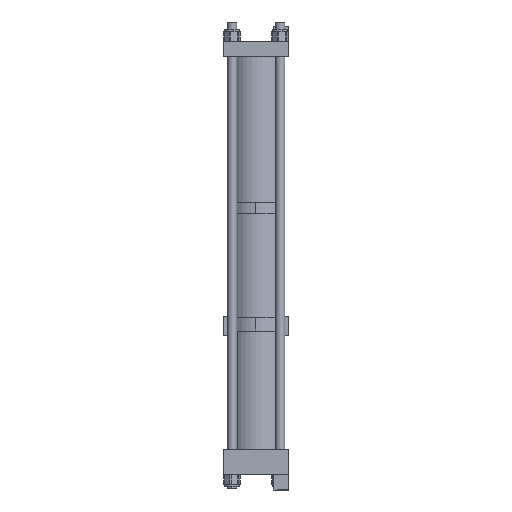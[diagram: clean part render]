
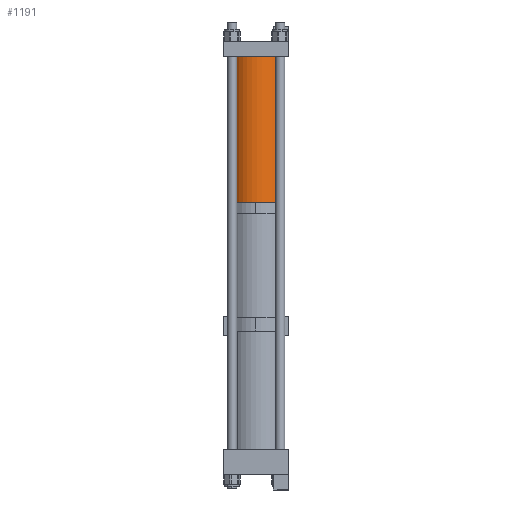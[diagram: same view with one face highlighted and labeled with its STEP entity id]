
A CAD part, left-side view. The second image highlights one B-rep face of the part: STEP entity #1191.
In plain terms, the highlighted cylindrical face has radius 47.625 mm (diameter 95.25 mm), a partial arc.
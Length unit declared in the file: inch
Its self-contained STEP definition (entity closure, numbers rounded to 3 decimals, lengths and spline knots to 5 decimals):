
#305 = AXIS2_PLACEMENT_3D ( 'NONE', #13230, #7493, #9820 ) ;
#780 = EDGE_CURVE ( 'NONE', #4063, #10823, #13694, .T. ) ;
#798 = DIRECTION ( 'NONE',  ( 0., 0., -1. ) ) ;
#839 = CARTESIAN_POINT ( 'NONE',  ( -1.875, 0., 0. ) ) ;
#1191 = ADVANCED_FACE ( 'NONE', ( #5165 ), #10621, .T. ) ;
#1193 = ORIENTED_EDGE ( 'NONE', *, *, #5370, .T. ) ;
#1244 = CIRCLE ( 'NONE', #9898, 1.875 ) ;
#2603 = EDGE_CURVE ( 'NONE', #4063, #8409, #14680, .T. ) ;
#2984 = CARTESIAN_POINT ( 'NONE',  ( 0., 0., 0. ) ) ;
#3336 = DIRECTION ( 'NONE',  ( 0., 0., -1. ) ) ;
#4063 = VERTEX_POINT ( 'NONE', #14997 ) ;
#4239 = VERTEX_POINT ( 'NONE', #5087 ) ;
#4733 = VECTOR ( 'NONE', #798, 39.37008 ) ;
#5087 = CARTESIAN_POINT ( 'NONE',  ( 1.875, 0., 0. ) ) ;
#5147 = ORIENTED_EDGE ( 'NONE', *, *, #6645, .F. ) ;
#5165 = FACE_OUTER_BOUND ( 'NONE', #5989, .T. ) ;
#5242 = ORIENTED_EDGE ( 'NONE', *, *, #780, .F. ) ;
#5329 = LINE ( 'NONE', #7038, #14556 ) ;
#5370 = EDGE_CURVE ( 'NONE', #8409, #4239, #1244, .T. ) ;
#5695 = CARTESIAN_POINT ( 'NONE',  ( 0., 0., 9.444 ) ) ;
#5924 = DIRECTION ( 'NONE',  ( 0., 0., -1. ) ) ;
#5989 = EDGE_LOOP ( 'NONE', ( #5147, #5242, #13434, #1193 ) ) ;
#6645 = EDGE_CURVE ( 'NONE', #10823, #4239, #5329, .T. ) ;
#7038 = CARTESIAN_POINT ( 'NONE',  ( 1.875, 0., 9.444 ) ) ;
#7493 = DIRECTION ( 'NONE',  ( 0., 0., 1. ) ) ;
#8271 = CARTESIAN_POINT ( 'NONE',  ( 1.875, 0., 9.444 ) ) ;
#8409 = VERTEX_POINT ( 'NONE', #839 ) ;
#8910 = DIRECTION ( 'NONE',  ( 0., 0., 1. ) ) ;
#8963 = CARTESIAN_POINT ( 'NONE',  ( -1.875, 0., 9.444 ) ) ;
#9820 = DIRECTION ( 'NONE',  ( 1., 0., 0. ) ) ;
#9898 = AXIS2_PLACEMENT_3D ( 'NONE', #2984, #8910, #9979 ) ;
#9979 = DIRECTION ( 'NONE',  ( 1., 0., 0. ) ) ;
#10190 = AXIS2_PLACEMENT_3D ( 'NONE', #5695, #3336, #11443 ) ;
#10621 = CYLINDRICAL_SURFACE ( 'NONE', #10190, 1.875 ) ;
#10823 = VERTEX_POINT ( 'NONE', #8271 ) ;
#11443 = DIRECTION ( 'NONE',  ( -1., 0., 0. ) ) ;
#13230 = CARTESIAN_POINT ( 'NONE',  ( 0., 0., 9.444 ) ) ;
#13434 = ORIENTED_EDGE ( 'NONE', *, *, #2603, .T. ) ;
#13694 = CIRCLE ( 'NONE', #305, 1.875 ) ;
#14556 = VECTOR ( 'NONE', #5924, 39.37008 ) ;
#14680 = LINE ( 'NONE', #8963, #4733 ) ;
#14997 = CARTESIAN_POINT ( 'NONE',  ( -1.875, 0., 9.444 ) ) ;
